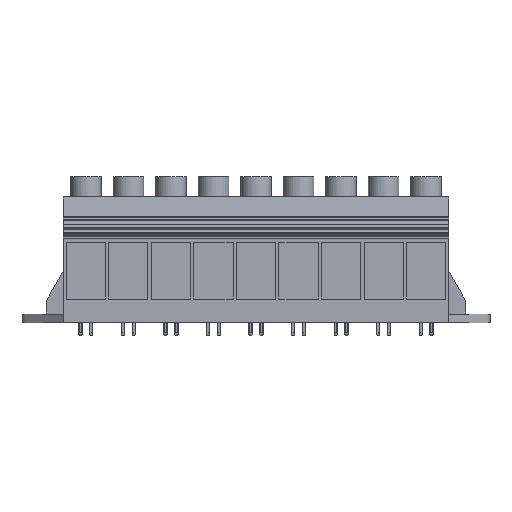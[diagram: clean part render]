
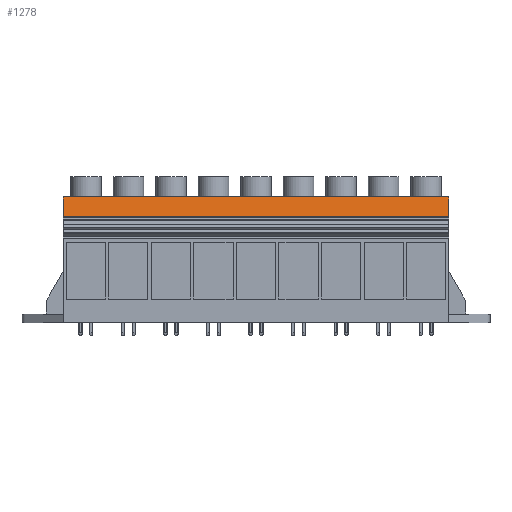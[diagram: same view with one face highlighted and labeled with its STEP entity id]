
A CAD part, top view. The second image highlights one B-rep face of the part: STEP entity #1278.
In plain terms, the highlighted planar face has unit normal (0, 0.174, 0.985).
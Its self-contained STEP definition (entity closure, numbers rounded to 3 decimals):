
#254=CARTESIAN_POINT('Vertex',(150.5,48.8,22.22)) ;
#436=CARTESIAN_POINT('Vertex',(14.5,48.8,22.22)) ;
#439=CARTESIAN_POINT('Line Origine',(82.5,48.8,22.22)) ;
#804=CARTESIAN_POINT('Vertex',(14.5,41.899,23.437)) ;
#807=CARTESIAN_POINT('Line Origine',(14.5,45.35,22.828)) ;
#1255=CARTESIAN_POINT('Axis2P3D Location',(89.5,34.3,24.777)) ;
#1260=CARTESIAN_POINT('Line Origine',(82.5,41.899,23.437)) ;
#1264=CARTESIAN_POINT('Vertex',(150.5,41.899,23.437)) ;
#1267=CARTESIAN_POINT('Line Origine',(150.5,45.35,22.828)) ;
#440=DIRECTION('Vector Direction',(1.,0.,0.)) ;
#808=DIRECTION('Vector Direction',(0.,0.985,-0.174)) ;
#1256=DIRECTION('Axis2P3D Direction',(0.,-0.174,-0.985)) ;
#1257=DIRECTION('Axis2P3D XDirection',(0.,0.985,-0.174)) ;
#1261=DIRECTION('Vector Direction',(1.,0.,0.)) ;
#1268=DIRECTION('Vector Direction',(0.,0.985,-0.174)) ;
#1258=AXIS2_PLACEMENT_3D('Plane Axis2P3D',#1255,#1256,#1257) ;
#1273=ORIENTED_EDGE('',*,*,#811,.F.) ;
#1274=ORIENTED_EDGE('',*,*,#1266,.T.) ;
#1275=ORIENTED_EDGE('',*,*,#1271,.T.) ;
#1276=ORIENTED_EDGE('',*,*,#443,.F.) ;
#441=VECTOR('Line Direction',#440,1.) ;
#809=VECTOR('Line Direction',#808,1.) ;
#1262=VECTOR('Line Direction',#1261,1.) ;
#1269=VECTOR('Line Direction',#1268,1.) ;
#1278=ADVANCED_FACE('HOUSING',(#1277),#1259,.F.) ;
#443=EDGE_CURVE('',#437,#255,#442,.T.) ;
#811=EDGE_CURVE('',#805,#437,#810,.T.) ;
#1266=EDGE_CURVE('',#805,#1265,#1263,.T.) ;
#1271=EDGE_CURVE('',#1265,#255,#1270,.T.) ;
#1272=EDGE_LOOP('',(#1273,#1274,#1275,#1276)) ;
#1277=FACE_OUTER_BOUND('',#1272,.T.) ;
#442=LINE('Line',#439,#441) ;
#810=LINE('Line',#807,#809) ;
#1263=LINE('Line',#1260,#1262) ;
#1270=LINE('Line',#1267,#1269) ;
#1259=PLANE('',#1258) ;
#255=VERTEX_POINT('',#254) ;
#437=VERTEX_POINT('',#436) ;
#805=VERTEX_POINT('',#804) ;
#1265=VERTEX_POINT('',#1264) ;
